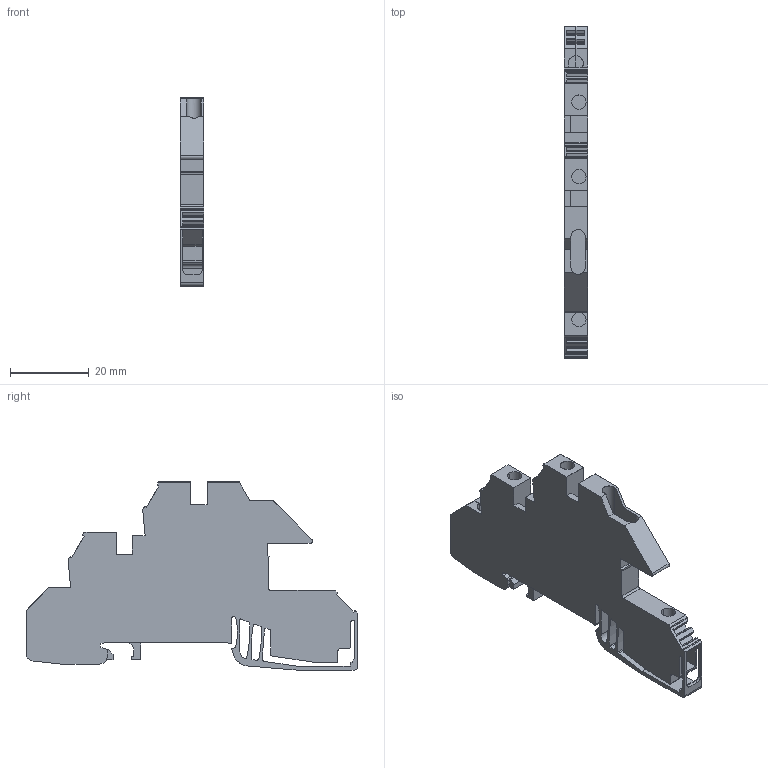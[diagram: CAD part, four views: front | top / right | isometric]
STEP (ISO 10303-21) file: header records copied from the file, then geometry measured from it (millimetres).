
FILE_DESCRIPTION(('CATIA V5 STEP Exchange','CAx-IF Rec.Pracs.--- Model Styling and Organization---1.4--- 2014-01-23'),'2;1');
FILE_NAME ('D1447160_0', '2020-02-17T11:21:33+00:00', ('none'), ('Weidmueller'), 'CATIA Version 5-6 Release 2016 SP3 HF44', 'CATIA V5 STEP AP214', 'none');
FILE_SCHEMA(('AUTOMOTIVE_DESIGN { 1 0 10303 214 1 1 1 1 }'));
Length unit declared in the file: millimetre
Products named in the file (1): 1030600000_WDL_2-5-S-NT-L-PE
Bounding box: 6.1 x 84.5 x 47.95 mm (x, y, z)
Volume: 13486.8 mm3; surface area: 10209.7 mm2
Topology: 8 solids, 10 shells, 462 faces, 1328 edges, 892 vertices
Faces by surface type: plane 348, cylinder 105, extrusion 8, bspline 1
Entity records: 14914 total; most frequent: CARTESIAN_POINT 3026, ORIENTED_EDGE 2656, DIRECTION 2084, EDGE_CURVE 1328, VECTOR 1067, LINE 1059, VERTEX_POINT 892, AXIS2_PLACEMENT_3D 619
